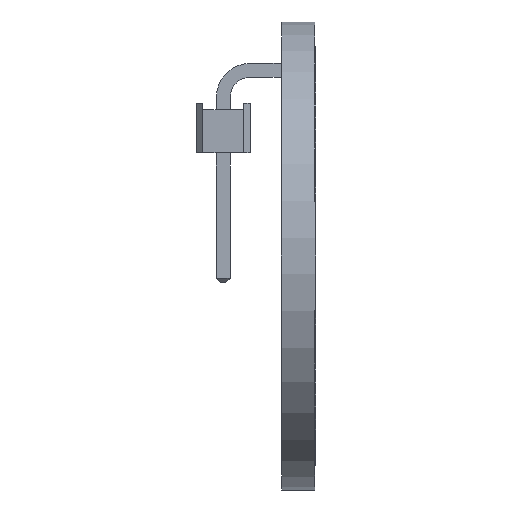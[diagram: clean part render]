
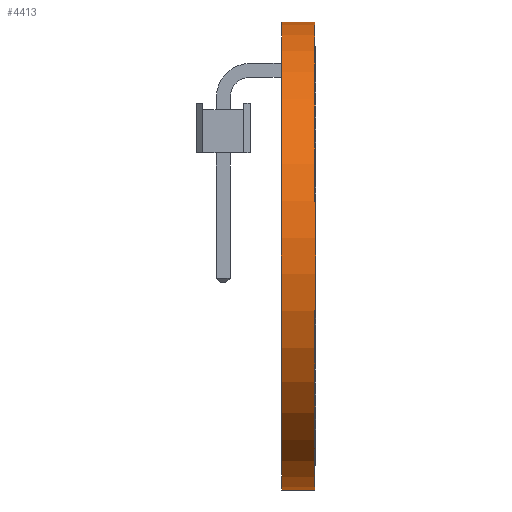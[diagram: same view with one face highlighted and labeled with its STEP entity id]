
A CAD part, left-side view. The second image highlights one B-rep face of the part: STEP entity #4413.
In plain terms, the highlighted cylindrical face has radius 10.795 mm (diameter 21.59 mm), a partial arc.
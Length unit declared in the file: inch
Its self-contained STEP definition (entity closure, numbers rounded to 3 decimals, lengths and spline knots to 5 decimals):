
#34 = AXIS2_PLACEMENT_3D ( 'NONE', #2897, #6798, #3483 ) ;
#43 = CYLINDRICAL_SURFACE ( 'NONE', #6011, 0.425 ) ;
#256 = CIRCLE ( 'NONE', #1334, 0.425 ) ;
#271 = LINE ( 'NONE', #6030, #6110 ) ;
#336 = CARTESIAN_POINT ( 'NONE',  ( -0.41319, -0.03, 0.09948 ) ) ;
#341 = ORIENTED_EDGE ( 'NONE', *, *, #4830, .F. ) ;
#476 = VERTEX_POINT ( 'NONE', #2948 ) ;
#547 = EDGE_CURVE ( 'NONE', #476, #4044, #5307, .T. ) ;
#588 = CIRCLE ( 'NONE', #1382, 0.425 ) ;
#665 = VECTOR ( 'NONE', #2661, 39.37008 ) ;
#736 = CARTESIAN_POINT ( 'NONE',  ( -0.41319, -0.0315, -0.09948 ) ) ;
#743 = ORIENTED_EDGE ( 'NONE', *, *, #547, .F. ) ;
#778 = VECTOR ( 'NONE', #1980, 39.37008 ) ;
#938 = VERTEX_POINT ( 'NONE', #5601 ) ;
#1034 = VERTEX_POINT ( 'NONE', #5418 ) ;
#1069 = CARTESIAN_POINT ( 'NONE',  ( 0., 0.03, -0.425 ) ) ;
#1108 = EDGE_CURVE ( 'NONE', #6844, #4722, #588, .T. ) ;
#1117 = VERTEX_POINT ( 'NONE', #5436 ) ;
#1205 = DIRECTION ( 'NONE',  ( 0., 1., 0. ) ) ;
#1268 = VERTEX_POINT ( 'NONE', #6069 ) ;
#1289 = EDGE_CURVE ( 'NONE', #1268, #1034, #5713, .T. ) ;
#1295 = LINE ( 'NONE', #736, #2456 ) ;
#1334 = AXIS2_PLACEMENT_3D ( 'NONE', #2427, #2407, #2378 ) ;
#1348 = EDGE_CURVE ( 'NONE', #2879, #6844, #3907, .T. ) ;
#1382 = AXIS2_PLACEMENT_3D ( 'NONE', #4825, #4745, #4322 ) ;
#1606 = DIRECTION ( 'NONE',  ( 0., 0., -1. ) ) ;
#1718 = AXIS2_PLACEMENT_3D ( 'NONE', #4594, #1205, #5161 ) ;
#1951 = VECTOR ( 'NONE', #6124, 39.37008 ) ;
#1966 = EDGE_CURVE ( 'NONE', #2879, #938, #256, .T. ) ;
#1980 = DIRECTION ( 'NONE',  ( 0., -1., 0. ) ) ;
#2002 = AXIS2_PLACEMENT_3D ( 'NONE', #5816, #2452, #6366 ) ;
#2131 = ORIENTED_EDGE ( 'NONE', *, *, #1966, .F. ) ;
#2184 = CIRCLE ( 'NONE', #1718, 0.425 ) ;
#2245 = CARTESIAN_POINT ( 'NONE',  ( 0., 0.03, 0.425 ) ) ;
#2378 = DIRECTION ( 'NONE',  ( 0., 0., 1. ) ) ;
#2407 = DIRECTION ( 'NONE',  ( 0., 1., 0. ) ) ;
#2427 = CARTESIAN_POINT ( 'NONE',  ( 0., 0.03, 0. ) ) ;
#2452 = DIRECTION ( 'NONE',  ( 0., 1., 0. ) ) ;
#2456 = VECTOR ( 'NONE', #3592, 39.37008 ) ;
#2661 = DIRECTION ( 'NONE',  ( 0., -1., 0. ) ) ;
#2684 = CARTESIAN_POINT ( 'NONE',  ( 0., 0.03, -0.425 ) ) ;
#2756 = DIRECTION ( 'NONE',  ( 0., -1., 0. ) ) ;
#2767 = ORIENTED_EDGE ( 'NONE', *, *, #5245, .F. ) ;
#2879 = VERTEX_POINT ( 'NONE', #1069 ) ;
#2888 = EDGE_CURVE ( 'NONE', #1034, #6455, #6251, .T. ) ;
#2897 = CARTESIAN_POINT ( 'NONE',  ( 0., 0.03, 0. ) ) ;
#2948 = CARTESIAN_POINT ( 'NONE',  ( 0., 0.03, 0.425 ) ) ;
#3288 = CARTESIAN_POINT ( 'NONE',  ( 0., -0.03, 0.425 ) ) ;
#3440 = DIRECTION ( 'NONE',  ( 0., -1., 0. ) ) ;
#3448 = CIRCLE ( 'NONE', #34, 0.425 ) ;
#3483 = DIRECTION ( 'NONE',  ( 0., 0., 1. ) ) ;
#3493 = VECTOR ( 'NONE', #3440, 39.37008 ) ;
#3592 = DIRECTION ( 'NONE',  ( 0., 1., 0. ) ) ;
#3723 = CIRCLE ( 'NONE', #2002, 0.425 ) ;
#3859 = LINE ( 'NONE', #4014, #3493 ) ;
#3907 = LINE ( 'NONE', #2684, #665 ) ;
#4014 = CARTESIAN_POINT ( 'NONE',  ( -0.41319, 0.0315, -0.09948 ) ) ;
#4044 = VERTEX_POINT ( 'NONE', #3288 ) ;
#4060 = AXIS2_PLACEMENT_3D ( 'NONE', #4995, #4489, #4470 ) ;
#4122 = EDGE_CURVE ( 'NONE', #6455, #4044, #3723, .T. ) ;
#4155 = VERTEX_POINT ( 'NONE', #4176 ) ;
#4176 = CARTESIAN_POINT ( 'NONE',  ( -0.41319, 0.03, 0.09948 ) ) ;
#4322 = DIRECTION ( 'NONE',  ( 0., 0., 1. ) ) ;
#4413 = ADVANCED_FACE ( 'NONE', ( #6062 ), #43, .T. ) ;
#4470 = DIRECTION ( 'NONE',  ( 0., 0., 1. ) ) ;
#4489 = DIRECTION ( 'NONE',  ( 0., 1., 0. ) ) ;
#4594 = CARTESIAN_POINT ( 'NONE',  ( 0., 0.0315, 0. ) ) ;
#4610 = ORIENTED_EDGE ( 'NONE', *, *, #4619, .F. ) ;
#4618 = ORIENTED_EDGE ( 'NONE', *, *, #4766, .F. ) ;
#4619 = EDGE_CURVE ( 'NONE', #1117, #6128, #2184, .T. ) ;
#4630 = CARTESIAN_POINT ( 'NONE',  ( -0.41319, 0.0315, 0.09948 ) ) ;
#4651 = CARTESIAN_POINT ( 'NONE',  ( 0., -0.03, -0.425 ) ) ;
#4665 = CARTESIAN_POINT ( 'NONE',  ( -0.41319, -0.03, -0.09948 ) ) ;
#4722 = VERTEX_POINT ( 'NONE', #4665 ) ;
#4745 = DIRECTION ( 'NONE',  ( 0., 1., 0. ) ) ;
#4766 = EDGE_CURVE ( 'NONE', #1268, #4722, #1295, .T. ) ;
#4825 = CARTESIAN_POINT ( 'NONE',  ( 0., -0.03, 0. ) ) ;
#4830 = EDGE_CURVE ( 'NONE', #4155, #476, #3448, .T. ) ;
#4995 = CARTESIAN_POINT ( 'NONE',  ( 0., -0.0315, 0. ) ) ;
#5161 = DIRECTION ( 'NONE',  ( 0., 0., 1. ) ) ;
#5245 = EDGE_CURVE ( 'NONE', #6128, #4155, #271, .T. ) ;
#5307 = LINE ( 'NONE', #2245, #778 ) ;
#5418 = CARTESIAN_POINT ( 'NONE',  ( -0.41319, -0.0315, 0.09948 ) ) ;
#5436 = CARTESIAN_POINT ( 'NONE',  ( -0.41319, 0.0315, -0.09948 ) ) ;
#5580 = CARTESIAN_POINT ( 'NONE',  ( -0.41319, -0.0315, 0.09948 ) ) ;
#5601 = CARTESIAN_POINT ( 'NONE',  ( -0.41319, 0.03, -0.09948 ) ) ;
#5658 = ORIENTED_EDGE ( 'NONE', *, *, #1108, .T. ) ;
#5713 = CIRCLE ( 'NONE', #4060, 0.425 ) ;
#5816 = CARTESIAN_POINT ( 'NONE',  ( 0., -0.03, 0. ) ) ;
#5834 = ORIENTED_EDGE ( 'NONE', *, *, #2888, .T. ) ;
#6011 = AXIS2_PLACEMENT_3D ( 'NONE', #6659, #2756, #1606 ) ;
#6030 = CARTESIAN_POINT ( 'NONE',  ( -0.41319, 0.0315, 0.09948 ) ) ;
#6052 = EDGE_CURVE ( 'NONE', #1117, #938, #3859, .T. ) ;
#6062 = FACE_OUTER_BOUND ( 'NONE', #7192, .T. ) ;
#6069 = CARTESIAN_POINT ( 'NONE',  ( -0.41319, -0.0315, -0.09948 ) ) ;
#6110 = VECTOR ( 'NONE', #6583, 39.37008 ) ;
#6124 = DIRECTION ( 'NONE',  ( 0., 1., 0. ) ) ;
#6128 = VERTEX_POINT ( 'NONE', #4630 ) ;
#6181 = ORIENTED_EDGE ( 'NONE', *, *, #4122, .T. ) ;
#6251 = LINE ( 'NONE', #5580, #1951 ) ;
#6254 = ORIENTED_EDGE ( 'NONE', *, *, #6052, .T. ) ;
#6366 = DIRECTION ( 'NONE',  ( 0., 0., 1. ) ) ;
#6455 = VERTEX_POINT ( 'NONE', #336 ) ;
#6583 = DIRECTION ( 'NONE',  ( 0., -1., 0. ) ) ;
#6619 = ORIENTED_EDGE ( 'NONE', *, *, #1289, .T. ) ;
#6659 = CARTESIAN_POINT ( 'NONE',  ( 0., 0.03, 0. ) ) ;
#6776 = ORIENTED_EDGE ( 'NONE', *, *, #1348, .T. ) ;
#6798 = DIRECTION ( 'NONE',  ( 0., 1., 0. ) ) ;
#6844 = VERTEX_POINT ( 'NONE', #4651 ) ;
#7192 = EDGE_LOOP ( 'NONE', ( #743, #341, #2767, #4610, #6254, #2131, #6776, #5658, #4618, #6619, #5834, #6181 ) ) ;
